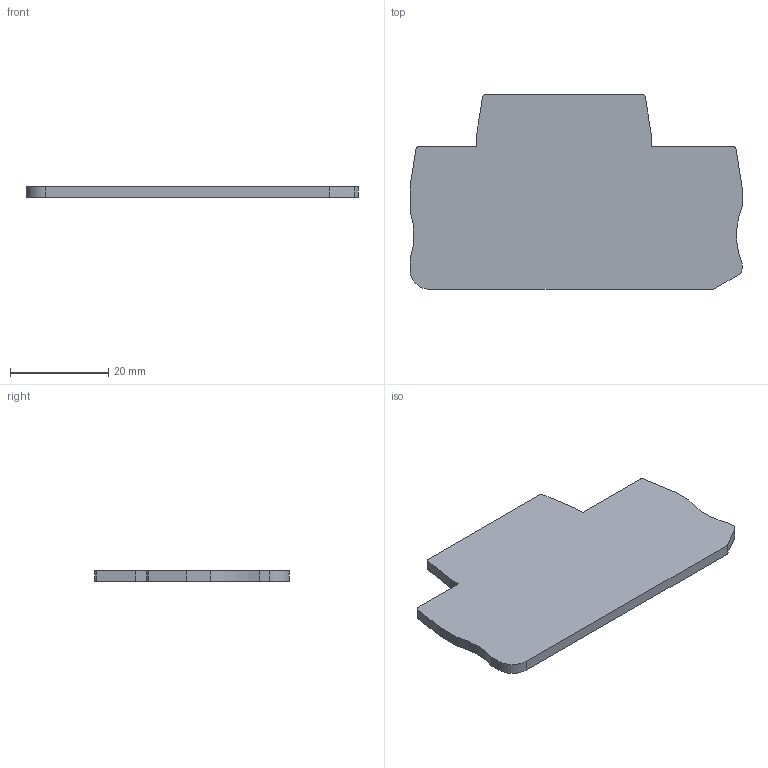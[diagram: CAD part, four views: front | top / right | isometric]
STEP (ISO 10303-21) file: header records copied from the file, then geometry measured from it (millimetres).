
FILE_DESCRIPTION((''),'2;1');
FILE_NAME('PRT0003','2019-06-14T',('Administrator'),(''),'PRO/ENGINEER BY PARAMETRIC TECHNOLOGY CORPORATION, 2008380','PRO/ENGINEER BY PARAMETRIC TECHNOLOGY CORPORATION, 2008380','');
FILE_SCHEMA(('CONFIG_CONTROL_DESIGN'));
Length unit declared in the file: millimetre
Products named in the file (1): PRT0003
Bounding box: 67.6 x 39.6 x 2.2 mm (x, y, z)
Volume: 5035.8 mm3; surface area: 5029.3 mm2
Topology: 1 solids, 1 shells, 28 faces, 78 edges, 52 vertices
Faces by surface type: plane 20, cylinder 8
Entity records: 936 total; most frequent: CARTESIAN_POINT 158, ORIENTED_EDGE 156, DIRECTION 150, EDGE_CURVE 78, VECTOR 62, LINE 62, VERTEX_POINT 52, AXIS2_PLACEMENT_3D 44
